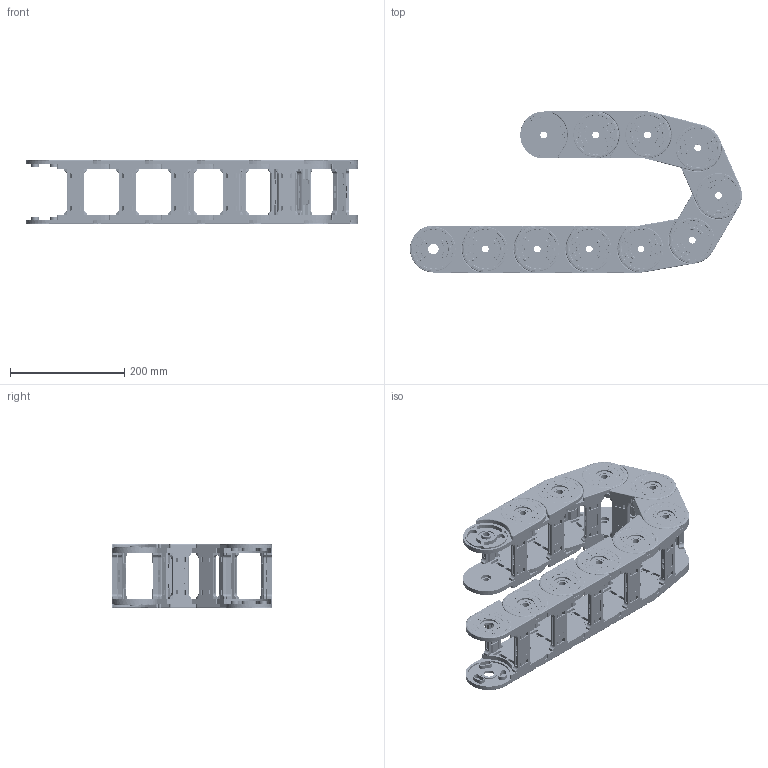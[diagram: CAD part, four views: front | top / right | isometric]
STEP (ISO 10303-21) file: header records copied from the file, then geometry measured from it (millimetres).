
FILE_DESCRIPTION (( 'STEP AP214' ), '1' );
FILE_NAME ('CK60-A080-R100.STEP', '2019-09-06T09:06:36', ( '' ), ( '' ), 'SwSTEP 2.0', 'SolidWorks 2017', '' );
FILE_SCHEMA (( 'AUTOMOTIVE_DESIGN' ));
Length unit declared in the file: millimetre
Products named in the file (2): CK60-A080-R100; CK60-A080
Assembly tree (10 placements, depth 2):
  CK60-A080-R100
    CK60-A080  x10
Bounding box: 581.84 x 282.03 x 113.14 mm (x, y, z)
Volume: 2239771.5 mm3; surface area: 1114508.3 mm2
Topology: 40 solids, 40 shells, 9760 faces, 25280 edges, 16320 vertices
Faces by surface type: plane 4240, cylinder 2940, bspline 2060, torus 360, sphere 160
Entity records: 39275 total; most frequent: CARTESIAN_POINT 16989, ORIENTED_EDGE 5032, DIRECTION 4094, EDGE_CURVE 2516, VERTEX_POINT 1632, LINE 1380, VECTOR 1380, AXIS2_PLACEMENT_3D 1357
